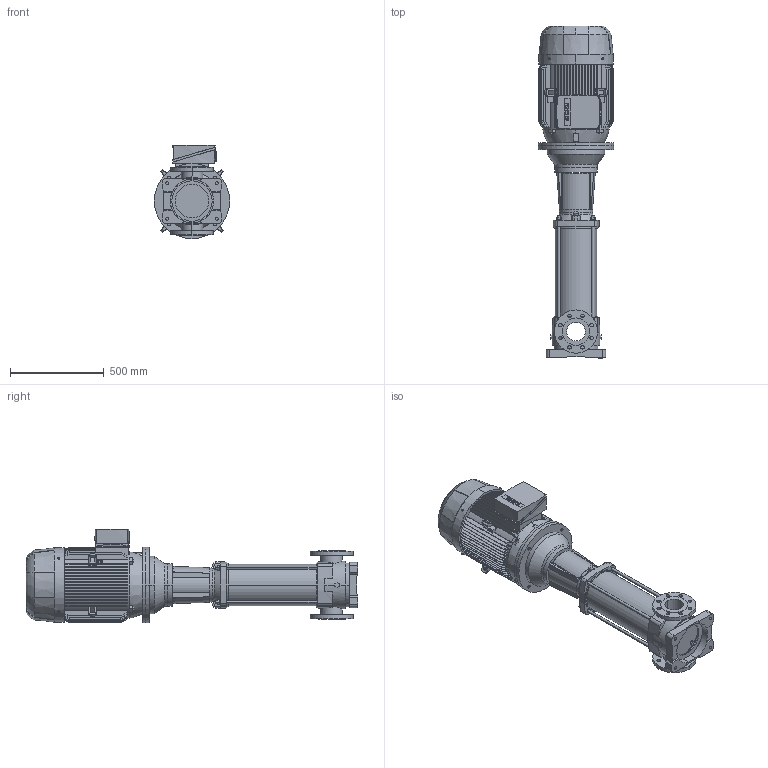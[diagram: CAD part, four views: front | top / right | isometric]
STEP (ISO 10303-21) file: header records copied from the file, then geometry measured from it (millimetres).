
FILE_DESCRIPTION (( 'STEP AP203' ), '1' );
FILE_NAME ('4.93.632.07swa01.step', '2023-04-14T06:39:14', ( '' ), ( '' ), 'SwSTEP 2.0', 'SolidWorks 2020', '' );
FILE_SCHEMA (( 'CONFIG_CONTROL_DESIGN' ));
Length unit declared in the file: millimetre
Products named in the file (3): 4.93.632.07swa01; 10016136swn00; 4_93_631_06_REV00
Assembly tree (2 placements, depth 2):
  4.93.632.07swa01
    4_93_631_06_REV00
    10016136swn00
Bounding box: 400 x 1766.5 x 496 mm (x, y, z)
Volume: 69449651.2 mm3; surface area: 4725548.5 mm2
Topology: 1 solids, 25 shells, 1686 faces, 4580 edges, 3004 vertices
Faces by surface type: plane 998, cylinder 521, bspline 140, cone 27
Full cylindrical faces by diameter (mm): 18.631 x1, 120 x1
Entity records: 62478 total; most frequent: CARTESIAN_POINT 21616, ORIENTED_EDGE 9133, DIRECTION 7586, EDGE_CURVE 4569, VERTEX_POINT 3003, AXIS2_PLACEMENT_3D 2613, VECTOR 2360, LINE 2360
